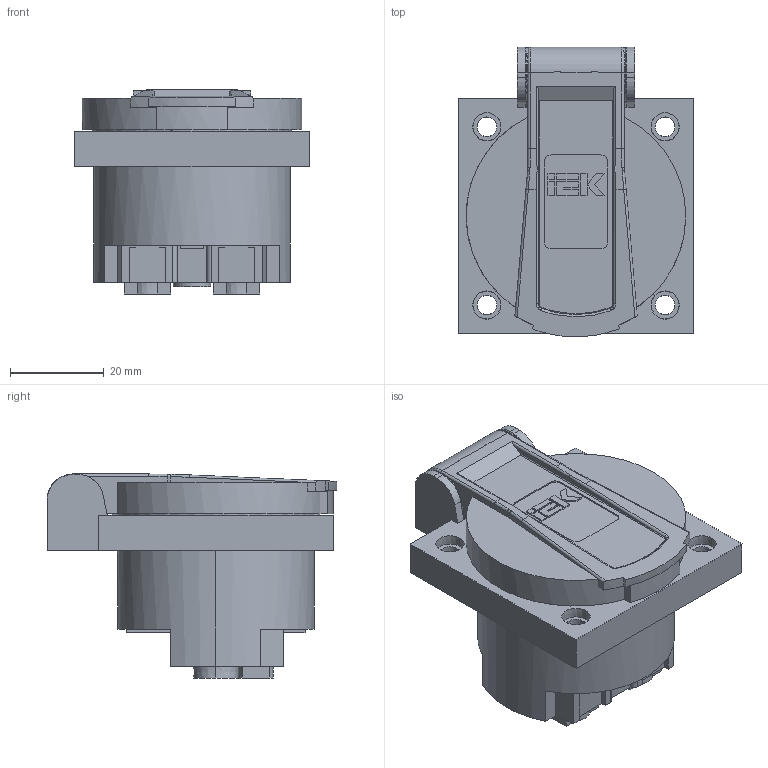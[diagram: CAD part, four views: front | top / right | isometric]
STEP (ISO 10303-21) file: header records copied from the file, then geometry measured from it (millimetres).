
FILE_DESCRIPTION (( 'STEP AP214' ), '1' );
FILE_NAME ('PSN71-016-3-2-54-K03_MAGNUM Ðîçåòêà ïàíåëüíàÿ SCHUKO ÐÏ13-3 IP54 ñåðûé IEK.STEP', '2025-09-09T10:44:14', ( '' ), ( '' ), 'SwSTEP 2.0', 'SolidWorks 2022', '' );
FILE_SCHEMA (( 'AUTOMOTIVE_DESIGN' ));
Length unit declared in the file: millimetre
Products named in the file (1): PSN71-016-3-2-54-K03_MAGNUM Розетка панельная SCHUKO РП13-3 IP54 серый IEK
Bounding box: 50.06 x 61.81 x 43.5 mm (x, y, z)
Volume: 66259.5 mm3; surface area: 14166.5 mm2
Topology: 1 solids, 4 shells, 369 faces, 966 edges, 628 vertices
Faces by surface type: plane 216, cylinder 77, bspline 39, cone 37
Entity records: 12446 total; most frequent: CARTESIAN_POINT 3559, ORIENTED_EDGE 1928, DIRECTION 1715, EDGE_CURVE 964, VERTEX_POINT 628, LINE 591, VECTOR 591, AXIS2_PLACEMENT_3D 562
